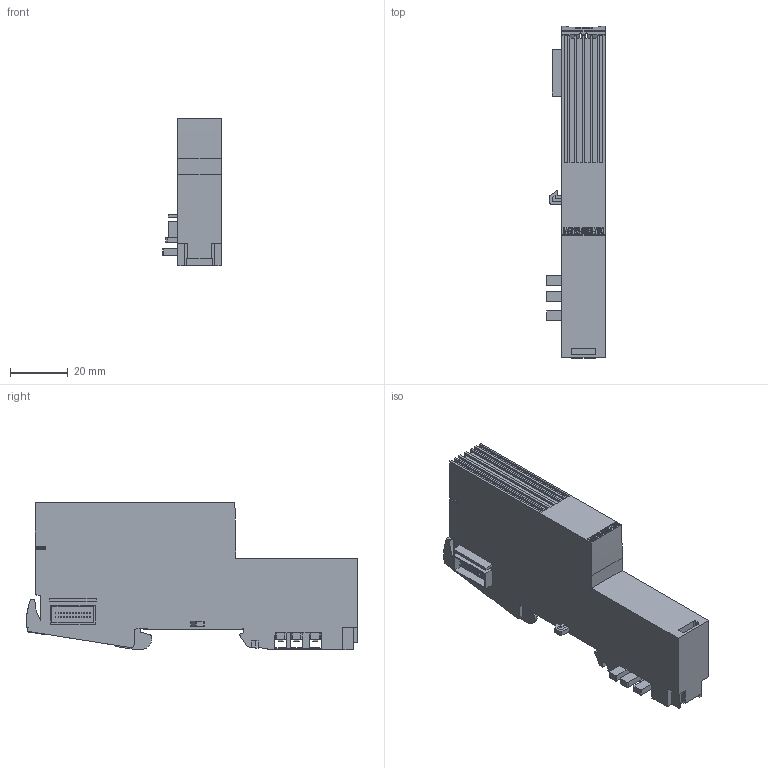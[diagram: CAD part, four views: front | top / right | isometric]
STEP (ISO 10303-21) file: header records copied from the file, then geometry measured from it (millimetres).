
FILE_DESCRIPTION(/* description */ (''),/* implementation_level */ '2;1');
FILE_NAME(/* name */ '6AG1193-6BN00-7BA0_3d.stp',/* time_stamp */ '2025-05-19T10:02:06+02:00',/* author */ (''),/* organization */ (''),/* preprocessor_version */ 'ST-DEVELOPER v20',/* originating_system */ 'SIEMENS PLM Software NX2406.8300',/* authorisation */ '');
FILE_SCHEMA (('AUTOMOTIVE_DESIGN { 1 0 10303 214 3 1 1 1 }'));
Products named in the file (3): A5E54569946A_RS-AA_001_2-labeling; A5E54558429A_RS-AA_001_1-BOX; A5E54569910A_RS-AA_001_3-CAx_6AG11936BN007BA0
Assembly tree (2 placements, depth 2):
  A5E54569910A_RS-AA_001_3-CAx_6AG11936BN007BA0
    A5E54558429A_RS-AA_001_1-BOX
    A5E54569946A_RS-AA_001_2-labeling
Bounding box: 20.4 x 115.04 x 51.22 mm (x, y, z)
Volume: 56323.6 mm3; surface area: 22494.3 mm2
Topology: 46 solids, 46 shells, 1592 faces, 4256 edges, 2822 vertices
Faces by surface type: plane 1220, extrusion 249, cylinder 123
Entity records: 60280 total; most frequent: CARTESIAN_POINT 15784, ORIENTED_EDGE 8502, DIRECTION 6699, EDGE_CURVE 4251, VECTOR 3295, LINE 3046, VERTEX_POINT 2822, EDGE_LOOP 1731
